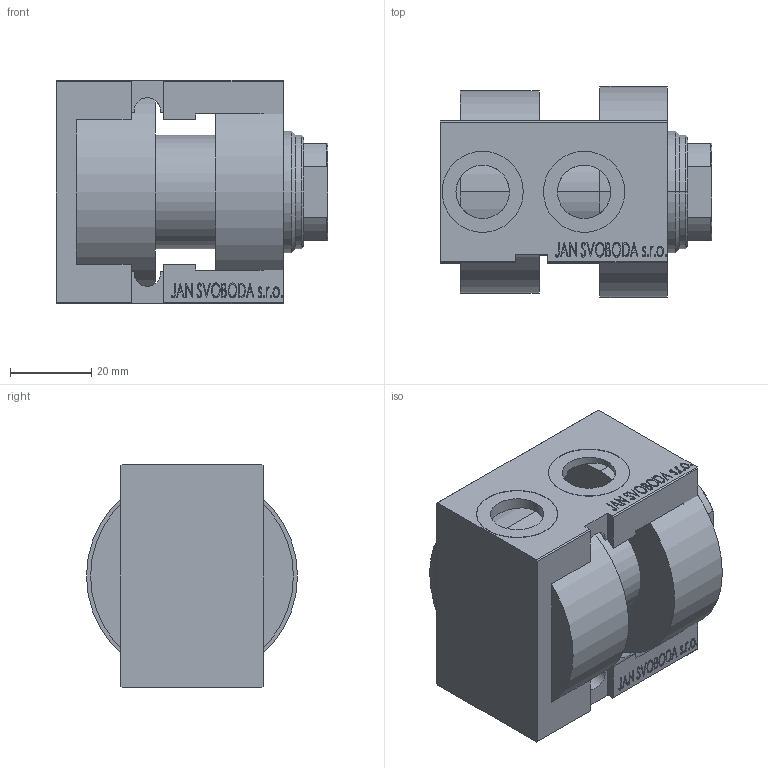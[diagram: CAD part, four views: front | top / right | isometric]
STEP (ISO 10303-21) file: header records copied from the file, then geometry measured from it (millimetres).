
FILE_DESCRIPTION (( 'STEP AP203' ), '1' );
FILE_NAME ('1787.STEP', '2021-11-02T00:35:43', ( '' ), ( '' ), 'SwSTEP 2.0', 'SolidWorks 2019', '' );
FILE_SCHEMA (( 'CONFIG_CONTROL_DESIGN' ));
Length unit declared in the file: millimetre
Products named in the file (4): V450CM_VC_B 9cd61cad8ad8c839bbf635be1f827d06; V450CM_E_VCP 9cd61cad8ad8c839bbf635be1f827d06; V450CM_E 9cd61cad8ad8c839bbf635be1f827d06; 1787
Assembly tree (3 placements, depth 2):
  1787
    V450CM_E 9cd61cad8ad8c839bbf635be1f827d06
    V450CM_E_VCP 9cd61cad8ad8c839bbf635be1f827d06
    V450CM_VC_B 9cd61cad8ad8c839bbf635be1f827d06
Bounding box: 67 x 52 x 55 mm (x, y, z)
Volume: 115695.2 mm3; surface area: 33753.5 mm2
Topology: 3 solids, 3 shells, 851 faces, 2216 edges, 1470 vertices
Faces by surface type: plane 416, bspline 380, cylinder 43, cone 12
Entity records: 43426 total; most frequent: CARTESIAN_POINT 24680, ORIENTED_EDGE 4428, DIRECTION 2486, EDGE_CURVE 2214, VERTEX_POINT 1470, VECTOR 1334, LINE 1334, EDGE_LOOP 958
